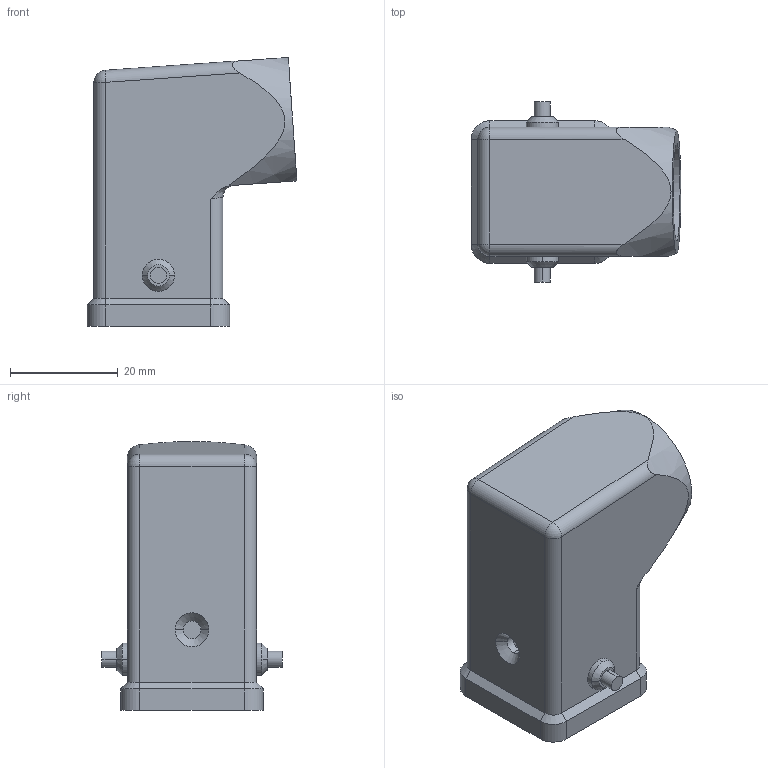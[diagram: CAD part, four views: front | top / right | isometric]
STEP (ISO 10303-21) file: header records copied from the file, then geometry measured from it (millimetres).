
FILE_DESCRIPTION(('Creo Elements/Direct Modeling STEP Export'),'2;1');
FILE_NAME('CKAT_03_4_VA.stp','2013-01-22T14:52:23',(''),(''),'Creo Elements/Direct Modeling STEP processor for AP214 (Solid Model)','Creo Elements/Direct Modeling 18.0B 02-Dec-2011 (C) Parametric Technology GmbH','');
FILE_SCHEMA(('AUTOMOTIVE_DESIGN { 1 0 10303 214 1 1 1 1 }'));
Length unit declared in the file: millimetre
Products named in the file (1): CK-MK_Tüllengehäuse_Größe_21_21_Metall_VAS
Bounding box: 38.98 x 33.5 x 49.98 mm (x, y, z)
Volume: 8988 mm3; surface area: 11202.5 mm2
Topology: 1 solids, 1 shells, 136 faces, 353 edges, 230 vertices
Faces by surface type: plane 73, cylinder 46, cone 13, bspline 2, sphere 2
Entity records: 4280 total; most frequent: CARTESIAN_POINT 966, ORIENTED_EDGE 706, DIRECTION 668, EDGE_CURVE 353, VERTEX_POINT 230, AXIS2_PLACEMENT_3D 226, VECTOR 216, LINE 216
